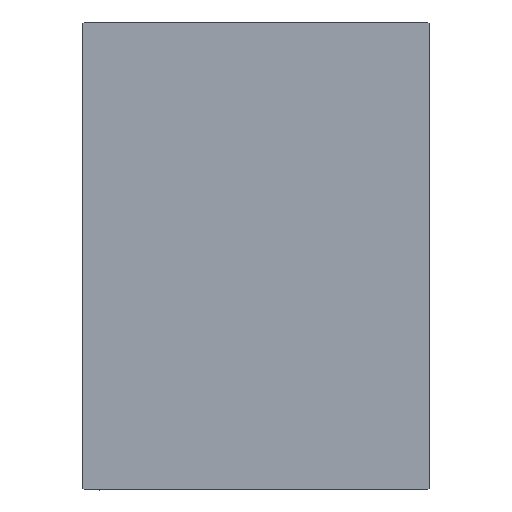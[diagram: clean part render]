
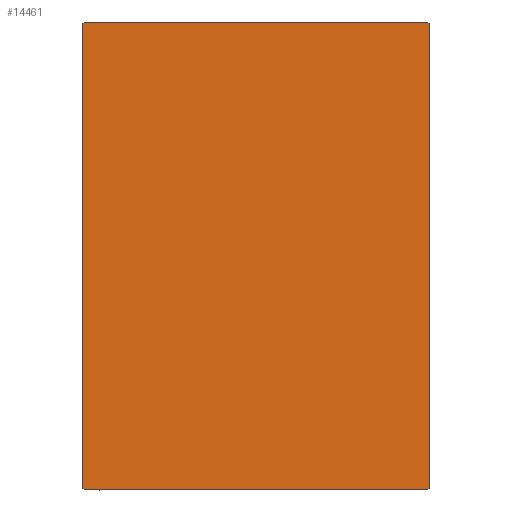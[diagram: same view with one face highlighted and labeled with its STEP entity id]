
A CAD part, left-side view. The second image highlights one B-rep face of the part: STEP entity #14461.
In plain terms, the highlighted face is planar.
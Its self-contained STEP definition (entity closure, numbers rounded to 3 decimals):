
#1713 = VECTOR ( 'NONE', #28601, 1000. ) ;
#1936 = VERTEX_POINT ( 'NONE', #3296 ) ;
#1938 = LINE ( 'NONE', #19168, #38707 ) ;
#2643 = ORIENTED_EDGE ( 'NONE', *, *, #41788, .T. ) ;
#2675 = EDGE_CURVE ( 'NONE', #25092, #38362, #20828, .T. ) ;
#2722 = CARTESIAN_POINT ( 'NONE',  ( 143., -31.5, 42.5 ) ) ;
#3036 = EDGE_CURVE ( 'NONE', #8556, #1936, #38706, .T. ) ;
#3296 = CARTESIAN_POINT ( 'NONE',  ( 143., 31.5, -42.2 ) ) ;
#4571 = DIRECTION ( 'NONE',  ( 0., -0.707, -0.707 ) ) ;
#6586 = DIRECTION ( 'NONE',  ( 0., 0., 1. ) ) ;
#6949 = VECTOR ( 'NONE', #17851, 1000. ) ;
#7592 = DIRECTION ( 'NONE',  ( 1., 0., 0. ) ) ;
#8556 = VERTEX_POINT ( 'NONE', #16251 ) ;
#9203 = LINE ( 'NONE', #22623, #15102 ) ;
#11996 = CARTESIAN_POINT ( 'NONE',  ( 143., 36.85, 36.85 ) ) ;
#12408 = CARTESIAN_POINT ( 'NONE',  ( 143., 31.5, 42.2 ) ) ;
#13109 = ORIENTED_EDGE ( 'NONE', *, *, #2675, .T. ) ;
#14461 = ADVANCED_FACE ( 'NONE', ( #28424 ), #42098, .T. ) ;
#15102 = VECTOR ( 'NONE', #25562, 1000. ) ;
#16211 = EDGE_CURVE ( 'NONE', #41765, #8556, #9203, .T. ) ;
#16251 = CARTESIAN_POINT ( 'NONE',  ( 143., 31.2, -42.5 ) ) ;
#16914 = ORIENTED_EDGE ( 'NONE', *, *, #16211, .T. ) ;
#17851 = DIRECTION ( 'NONE',  ( 0., 0.707, 0.707 ) ) ;
#18537 = DIRECTION ( 'NONE',  ( 0., 0., -1. ) ) ;
#19168 = CARTESIAN_POINT ( 'NONE',  ( 143., -36.85, -36.85 ) ) ;
#19243 = EDGE_CURVE ( 'NONE', #38362, #25883, #42438, .T. ) ;
#19793 = EDGE_CURVE ( 'NONE', #33700, #25092, #32179, .T. ) ;
#20828 = LINE ( 'NONE', #31137, #37018 ) ;
#21654 = CARTESIAN_POINT ( 'NONE',  ( 143., 36.85, -36.85 ) ) ;
#22623 = CARTESIAN_POINT ( 'NONE',  ( 143., -31.5, -42.5 ) ) ;
#22768 = LINE ( 'NONE', #29289, #27087 ) ;
#23798 = VECTOR ( 'NONE', #4571, 1000. ) ;
#24158 = CARTESIAN_POINT ( 'NONE',  ( 143., 31.2, 42.5 ) ) ;
#24300 = ORIENTED_EDGE ( 'NONE', *, *, #19793, .T. ) ;
#25092 = VERTEX_POINT ( 'NONE', #24158 ) ;
#25562 = DIRECTION ( 'NONE',  ( 0., 1., 0. ) ) ;
#25673 = ORIENTED_EDGE ( 'NONE', *, *, #3036, .T. ) ;
#25695 = DIRECTION ( 'NONE',  ( 0., 0.707, -0.707 ) ) ;
#25883 = VERTEX_POINT ( 'NONE', #36000 ) ;
#27087 = VECTOR ( 'NONE', #6586, 1000. ) ;
#28311 = EDGE_LOOP ( 'NONE', ( #16914, #25673, #35162, #24300, #13109, #34363, #33930, #2643 ) ) ;
#28424 = FACE_OUTER_BOUND ( 'NONE', #28311, .T. ) ;
#28601 = DIRECTION ( 'NONE',  ( 0., -0.707, 0.707 ) ) ;
#29289 = CARTESIAN_POINT ( 'NONE',  ( 143., 31.5, -42.5 ) ) ;
#29399 = CARTESIAN_POINT ( 'NONE',  ( 143., -31.5, -42.2 ) ) ;
#31137 = CARTESIAN_POINT ( 'NONE',  ( 143., 31.5, 42.5 ) ) ;
#32179 = LINE ( 'NONE', #11996, #1713 ) ;
#33700 = VERTEX_POINT ( 'NONE', #12408 ) ;
#33930 = ORIENTED_EDGE ( 'NONE', *, *, #34910, .T. ) ;
#34363 = ORIENTED_EDGE ( 'NONE', *, *, #19243, .T. ) ;
#34511 = DIRECTION ( 'NONE',  ( 0., -1., 0. ) ) ;
#34910 = EDGE_CURVE ( 'NONE', #25883, #42358, #36112, .T. ) ;
#35162 = ORIENTED_EDGE ( 'NONE', *, *, #35615, .T. ) ;
#35615 = EDGE_CURVE ( 'NONE', #1936, #33700, #22768, .T. ) ;
#35776 = AXIS2_PLACEMENT_3D ( 'NONE', #38738, #7592, #18537 ) ;
#36000 = CARTESIAN_POINT ( 'NONE',  ( 143., -31.5, 42.2 ) ) ;
#36112 = LINE ( 'NONE', #2722, #40649 ) ;
#37018 = VECTOR ( 'NONE', #34511, 1000. ) ;
#38362 = VERTEX_POINT ( 'NONE', #38363 ) ;
#38363 = CARTESIAN_POINT ( 'NONE',  ( 143., -31.2, 42.5 ) ) ;
#38706 = LINE ( 'NONE', #21654, #6949 ) ;
#38707 = VECTOR ( 'NONE', #25695, 1000. ) ;
#38738 = CARTESIAN_POINT ( 'NONE',  ( 143., 0., 0. ) ) ;
#38847 = CARTESIAN_POINT ( 'NONE',  ( 143., -36.85, 36.85 ) ) ;
#40582 = DIRECTION ( 'NONE',  ( 0., 0., -1. ) ) ;
#40649 = VECTOR ( 'NONE', #40582, 1000. ) ;
#41765 = VERTEX_POINT ( 'NONE', #42726 ) ;
#41788 = EDGE_CURVE ( 'NONE', #42358, #41765, #1938, .T. ) ;
#42098 = PLANE ( 'NONE',  #35776 ) ;
#42358 = VERTEX_POINT ( 'NONE', #29399 ) ;
#42438 = LINE ( 'NONE', #38847, #23798 ) ;
#42726 = CARTESIAN_POINT ( 'NONE',  ( 143., -31.2, -42.5 ) ) ;
